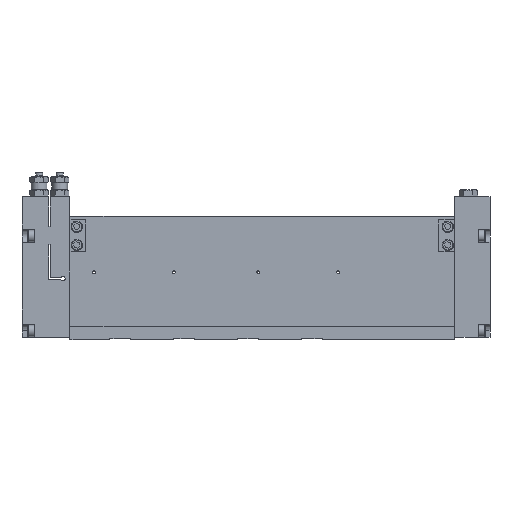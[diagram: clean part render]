
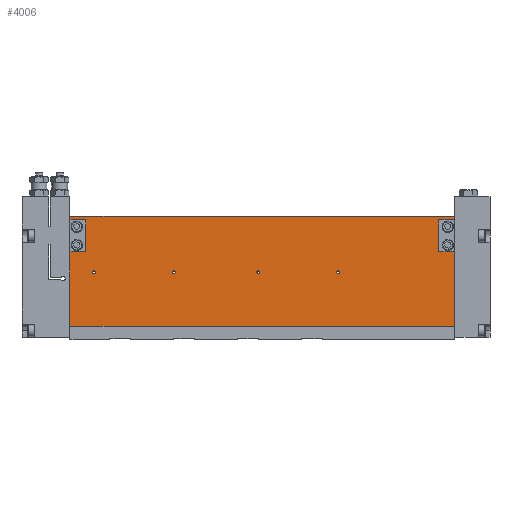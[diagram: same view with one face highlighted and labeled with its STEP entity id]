
A CAD part, front view. The second image highlights one B-rep face of the part: STEP entity #4006.
In plain terms, the highlighted planar face has unit normal (0, -1, 0).
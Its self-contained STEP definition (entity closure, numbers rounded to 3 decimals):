
#415=LINE('',#21612,#1441);
#416=LINE('',#21615,#1442);
#417=LINE('',#21617,#1443);
#418=LINE('',#21619,#1444);
#1441=VECTOR('',#17218,1.);
#1442=VECTOR('',#17219,1.);
#1443=VECTOR('',#17220,1.);
#1444=VECTOR('',#17221,1.);
#2923=PLANE('',#15212);
#4006=ADVANCED_FACE('',(#5136,#5137,#5138,#5139,#5140,#5141,#5142,#5143,
#5144),#2923,.T.);
#5136=FACE_BOUND('',#6241,.T.);
#5137=FACE_BOUND('',#6242,.T.);
#5138=FACE_BOUND('',#6243,.T.);
#5139=FACE_BOUND('',#6244,.T.);
#5140=FACE_BOUND('',#6245,.T.);
#5141=FACE_BOUND('',#6246,.T.);
#5142=FACE_BOUND('',#6247,.T.);
#5143=FACE_BOUND('',#6248,.T.);
#5144=FACE_BOUND('',#6249,.T.);
#6241=EDGE_LOOP('',(#8059));
#6242=EDGE_LOOP('',(#8060));
#6243=EDGE_LOOP('',(#8061));
#6244=EDGE_LOOP('',(#8062));
#6245=EDGE_LOOP('',(#8063));
#6246=EDGE_LOOP('',(#8064));
#6247=EDGE_LOOP('',(#8065));
#6248=EDGE_LOOP('',(#8066));
#6249=EDGE_LOOP('',(#8067,#8068,#8069,#8070));
#8059=ORIENTED_EDGE('',*,*,#12679,.F.);
#8060=ORIENTED_EDGE('',*,*,#12680,.F.);
#8061=ORIENTED_EDGE('',*,*,#12681,.F.);
#8062=ORIENTED_EDGE('',*,*,#12682,.F.);
#8063=ORIENTED_EDGE('',*,*,#12683,.F.);
#8064=ORIENTED_EDGE('',*,*,#12684,.F.);
#8065=ORIENTED_EDGE('',*,*,#12685,.F.);
#8066=ORIENTED_EDGE('',*,*,#12686,.F.);
#8067=ORIENTED_EDGE('',*,*,#12687,.F.);
#8068=ORIENTED_EDGE('',*,*,#12688,.F.);
#8069=ORIENTED_EDGE('',*,*,#12689,.T.);
#8070=ORIENTED_EDGE('',*,*,#12690,.T.);
#11243=VERTEX_POINT('',#21597);
#11244=VERTEX_POINT('',#21599);
#11245=VERTEX_POINT('',#21601);
#11246=VERTEX_POINT('',#21603);
#11247=VERTEX_POINT('',#21605);
#11248=VERTEX_POINT('',#21607);
#11249=VERTEX_POINT('',#21609);
#11250=VERTEX_POINT('',#21611);
#11251=VERTEX_POINT('',#21613);
#11252=VERTEX_POINT('',#21614);
#11253=VERTEX_POINT('',#21616);
#11254=VERTEX_POINT('',#21618);
#12679=EDGE_CURVE('',#11243,#11243,#14272,.T.);
#12680=EDGE_CURVE('',#11244,#11244,#14273,.T.);
#12681=EDGE_CURVE('',#11245,#11245,#14274,.T.);
#12682=EDGE_CURVE('',#11246,#11246,#14275,.T.);
#12683=EDGE_CURVE('',#11247,#11247,#14276,.T.);
#12684=EDGE_CURVE('',#11248,#11248,#14277,.T.);
#12685=EDGE_CURVE('',#11249,#11249,#14278,.T.);
#12686=EDGE_CURVE('',#11250,#11250,#14279,.T.);
#12687=EDGE_CURVE('',#11251,#11252,#415,.T.);
#12688=EDGE_CURVE('',#11253,#11251,#416,.T.);
#12689=EDGE_CURVE('',#11253,#11254,#417,.T.);
#12690=EDGE_CURVE('',#11254,#11252,#418,.T.);
#14272=CIRCLE('',#15204,1.25);
#14273=CIRCLE('',#15205,1.25);
#14274=CIRCLE('',#15206,1.25);
#14275=CIRCLE('',#15207,1.25);
#14276=CIRCLE('',#15208,2.1);
#14277=CIRCLE('',#15209,2.1);
#14278=CIRCLE('',#15210,2.1);
#14279=CIRCLE('',#15211,2.1);
#15204=AXIS2_PLACEMENT_3D('',#21596,#17202,#17203);
#15205=AXIS2_PLACEMENT_3D('',#21598,#17204,#17205);
#15206=AXIS2_PLACEMENT_3D('',#21600,#17206,#17207);
#15207=AXIS2_PLACEMENT_3D('',#21602,#17208,#17209);
#15208=AXIS2_PLACEMENT_3D('',#21604,#17210,#17211);
#15209=AXIS2_PLACEMENT_3D('',#21606,#17212,#17213);
#15210=AXIS2_PLACEMENT_3D('',#21608,#17214,#17215);
#15211=AXIS2_PLACEMENT_3D('',#21610,#17216,#17217);
#15212=AXIS2_PLACEMENT_3D('',#21620,#17222,#17223);
#17202=DIRECTION('',(0.,-1.,0.));
#17203=DIRECTION('',(0.,0.,-1.));
#17204=DIRECTION('',(0.,-1.,0.));
#17205=DIRECTION('',(0.,0.,-1.));
#17206=DIRECTION('',(0.,-1.,0.));
#17207=DIRECTION('',(0.,0.,-1.));
#17208=DIRECTION('',(0.,-1.,0.));
#17209=DIRECTION('',(0.,0.,-1.));
#17210=DIRECTION('',(0.,-1.,0.));
#17211=DIRECTION('',(0.,0.,-1.));
#17212=DIRECTION('',(0.,-1.,0.));
#17213=DIRECTION('',(0.,0.,-1.));
#17214=DIRECTION('',(0.,-1.,0.));
#17215=DIRECTION('',(0.,0.,-1.));
#17216=DIRECTION('',(0.,-1.,0.));
#17217=DIRECTION('',(0.,0.,-1.));
#17218=DIRECTION('',(0.,0.,1.));
#17219=DIRECTION('',(-1.,0.,0.));
#17220=DIRECTION('',(0.,0.,1.));
#17221=DIRECTION('',(-1.,0.,0.));
#17222=DIRECTION('',(0.,-1.,0.));
#17223=DIRECTION('',(0.,0.,-1.));
#21596=CARTESIAN_POINT('',(522.017,329.625,142.15));
#21597=CARTESIAN_POINT('',(522.017,329.625,140.9));
#21598=CARTESIAN_POINT('',(448.017,329.625,142.15));
#21599=CARTESIAN_POINT('',(448.017,329.625,140.9));
#21600=CARTESIAN_POINT('',(378.017,329.625,142.15));
#21601=CARTESIAN_POINT('',(378.017,329.625,140.9));
#21602=CARTESIAN_POINT('',(592.017,329.625,142.15));
#21603=CARTESIAN_POINT('',(592.017,329.625,140.9));
#21604=CARTESIAN_POINT('',(363.017,329.625,182.));
#21605=CARTESIAN_POINT('',(363.017,329.625,179.9));
#21606=CARTESIAN_POINT('',(363.017,329.625,166.));
#21607=CARTESIAN_POINT('',(363.017,329.625,163.9));
#21608=CARTESIAN_POINT('',(688.017,329.625,166.));
#21609=CARTESIAN_POINT('',(688.017,329.625,163.9));
#21610=CARTESIAN_POINT('',(688.017,329.625,182.));
#21611=CARTESIAN_POINT('',(688.017,329.625,179.9));
#21612=CARTESIAN_POINT('',(357.017,329.625,95.));
#21613=CARTESIAN_POINT('',(357.017,329.625,95.));
#21614=CARTESIAN_POINT('',(357.017,329.625,191.));
#21615=CARTESIAN_POINT('',(694.017,329.625,95.));
#21616=CARTESIAN_POINT('',(694.017,329.625,95.));
#21617=CARTESIAN_POINT('',(694.017,329.625,95.));
#21618=CARTESIAN_POINT('',(694.017,329.625,191.));
#21619=CARTESIAN_POINT('',(694.017,329.625,191.));
#21620=CARTESIAN_POINT('',(694.017,329.625,95.));
